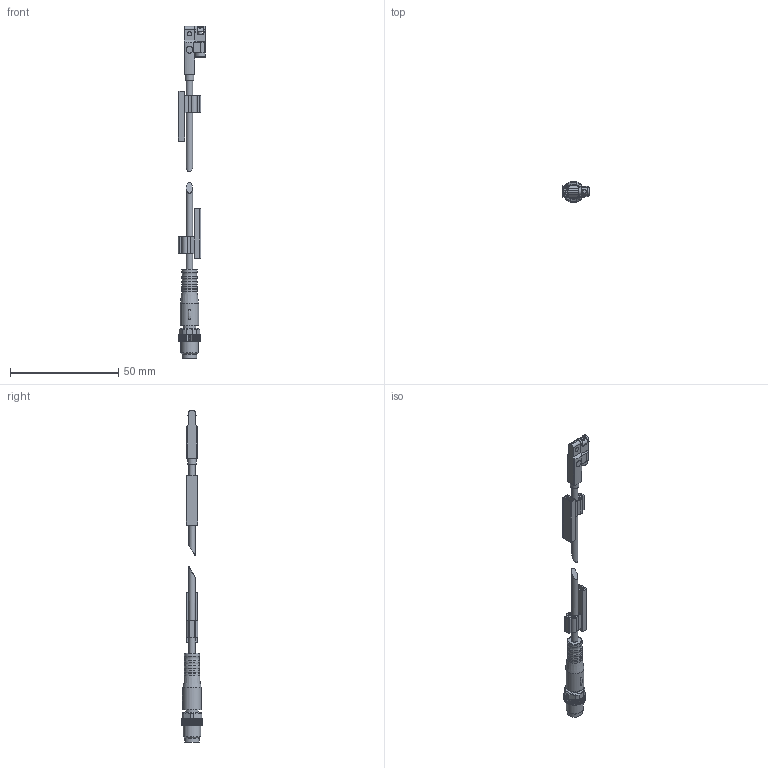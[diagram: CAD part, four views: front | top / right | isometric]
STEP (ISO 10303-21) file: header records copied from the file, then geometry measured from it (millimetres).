
FILE_DESCRIPTION(/* description */ ('STEP AP214'),/* implementation_level */ '2;1');
FILE_NAME(/* name */ '8065029_SMT-10G-NS-24V-E-03Q-M8D',/* time_stamp */ '2024-09-15T08:26:19+02:00',/* author */ ('License CC BY-ND 4.0'),/* organization */ ('CADENAS'),/* preprocessor_version */ 'ST-DEVELOPER v19.3',/* originating_system */ 'PARTsolutions',/* authorisation */ ' ');
FILE_SCHEMA (('AUTOMOTIVE_DESIGN {1 0 10303 214 3 1 1}'));
Length unit declared in the file: millimetre
Products named in the file (4): 8065029 SMT-10G-NS-24V-E-0,3Q-M8D; 8065029 SMT-10G-NS-24V-E-0,3Q-M8D_G; 1247168 ASCF-M-23-S DM 2.1-3.4; SMx-8M-M8D---(2.9_CON)
Assembly tree (4 placements, depth 2):
  8065029 SMT-10G-NS-24V-E-0,3Q-M8D
    8065029 SMT-10G-NS-24V-E-0,3Q-M8D_G
    1247168 ASCF-M-23-S DM 2.1-3.4  x2
    SMx-8M-M8D---(2.9_CON)
Bounding box: 12.66 x 9.93 x 153.49 mm (x, y, z)
Volume: 3799.2 mm3; surface area: 5048.4 mm2
Topology: 4 solids, 4 shells, 499 faces, 1330 edges, 864 vertices
Faces by surface type: plane 264, cylinder 152, torus 79, cone 4
Full cylindrical faces by diameter (mm): 1 x3, 2 x3, 2.9 x2, 4 x1, 4.8 x1, 5.8 x1, 5.95 x1, 6.9 x1, 7 x5, 8 x1, 8.5 x1
Entity records: 15727 total; most frequent: CARTESIAN_POINT 2755, ORIENTED_EDGE 2176, DIRECTION 2155, EDGE_CURVE 1088, AXIS2_PLACEMENT_3D 786, VERTEX_POINT 723, LINE 583, VECTOR 583
